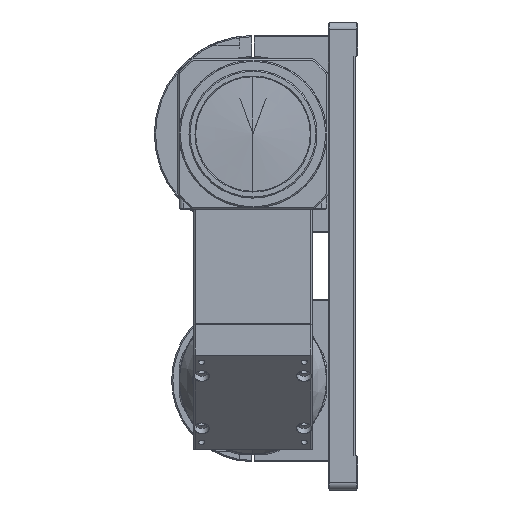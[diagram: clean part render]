
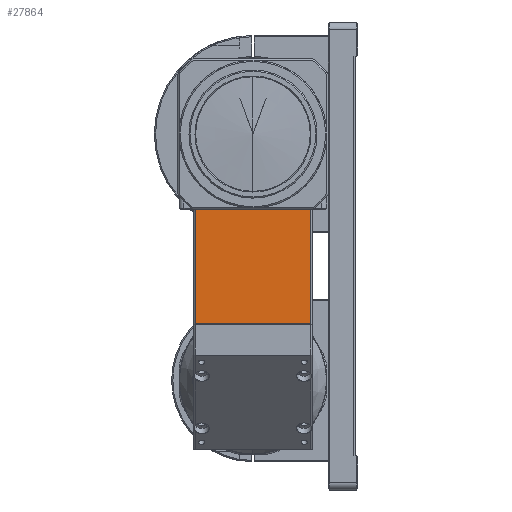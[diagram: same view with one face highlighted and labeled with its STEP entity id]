
A CAD part, left-side view. The second image highlights one B-rep face of the part: STEP entity #27864.
In plain terms, the highlighted planar face has unit normal (-1, 0, 0).
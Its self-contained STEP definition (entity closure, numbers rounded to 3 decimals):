
#294 = CARTESIAN_POINT ( 'NONE',  ( 87.97, -23.5, -30.6 ) ) ;
#860 = DIRECTION ( 'NONE',  ( 0., 1., 0. ) ) ;
#2009 = ORIENTED_EDGE ( 'NONE', *, *, #45418, .T. ) ;
#2401 = VECTOR ( 'NONE', #45366, 1000. ) ;
#4382 = ORIENTED_EDGE ( 'NONE', *, *, #30209, .T. ) ;
#5970 = LINE ( 'NONE', #15427, #2401 ) ;
#7661 = DIRECTION ( 'NONE',  ( 0., -1., 0. ) ) ;
#8874 = VERTEX_POINT ( 'NONE', #24962 ) ;
#8975 = DIRECTION ( 'NONE',  ( 1., 0., 0. ) ) ;
#9229 = VECTOR ( 'NONE', #860, 1000. ) ;
#9493 = ORIENTED_EDGE ( 'NONE', *, *, #48293, .T. ) ;
#11456 = LINE ( 'NONE', #28734, #17895 ) ;
#12117 = LINE ( 'NONE', #23722, #9229 ) ;
#13628 = LINE ( 'NONE', #15324, #23565 ) ;
#15324 = CARTESIAN_POINT ( 'NONE',  ( 87.97, 0., -77. ) ) ;
#15427 = CARTESIAN_POINT ( 'NONE',  ( 87.97, -23.5, -54.191 ) ) ;
#16641 = PLANE ( 'NONE',  #40702 ) ;
#17615 = VERTEX_POINT ( 'NONE', #294 ) ;
#17895 = VECTOR ( 'NONE', #36250, 1000. ) ;
#18335 = CARTESIAN_POINT ( 'NONE',  ( 87.97, 23.5, -30.6 ) ) ;
#20633 = EDGE_LOOP ( 'NONE', ( #9493, #2009, #28469, #4382 ) ) ;
#23565 = VECTOR ( 'NONE', #7661, 1000. ) ;
#23722 = CARTESIAN_POINT ( 'NONE',  ( 87.97, 0., -30.6 ) ) ;
#24962 = CARTESIAN_POINT ( 'NONE',  ( 87.97, -23.5, -77. ) ) ;
#25824 = VERTEX_POINT ( 'NONE', #46634 ) ;
#27864 = ADVANCED_FACE ( 'NONE', ( #36042 ), #16641, .F. ) ;
#27943 = EDGE_CURVE ( 'NONE', #25824, #36517, #11456, .T. ) ;
#28469 = ORIENTED_EDGE ( 'NONE', *, *, #27943, .F. ) ;
#28734 = CARTESIAN_POINT ( 'NONE',  ( 87.97, 23.5, -53.8 ) ) ;
#30209 = EDGE_CURVE ( 'NONE', #25824, #8874, #13628, .T. ) ;
#31193 = CARTESIAN_POINT ( 'NONE',  ( 87.97, -23.5, -30.6 ) ) ;
#31506 = DIRECTION ( 'NONE',  ( 0., 0., -1. ) ) ;
#36042 = FACE_OUTER_BOUND ( 'NONE', #20633, .T. ) ;
#36250 = DIRECTION ( 'NONE',  ( 0., 0., 1. ) ) ;
#36517 = VERTEX_POINT ( 'NONE', #18335 ) ;
#40702 = AXIS2_PLACEMENT_3D ( 'NONE', #31193, #8975, #31506 ) ;
#45366 = DIRECTION ( 'NONE',  ( 0., 0., 1. ) ) ;
#45418 = EDGE_CURVE ( 'NONE', #17615, #36517, #12117, .T. ) ;
#46634 = CARTESIAN_POINT ( 'NONE',  ( 87.97, 23.5, -77. ) ) ;
#48293 = EDGE_CURVE ( 'NONE', #8874, #17615, #5970, .T. ) ;
